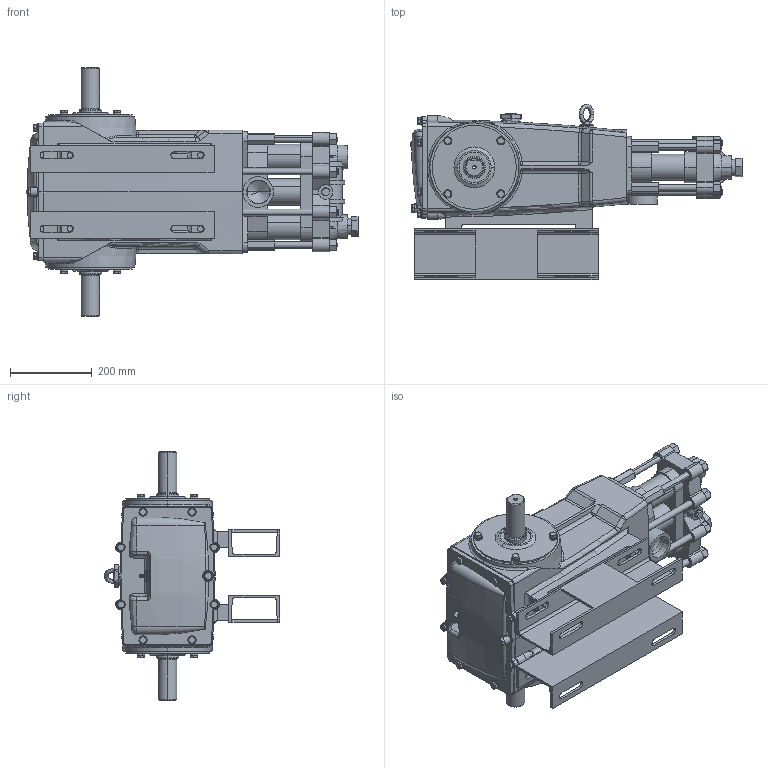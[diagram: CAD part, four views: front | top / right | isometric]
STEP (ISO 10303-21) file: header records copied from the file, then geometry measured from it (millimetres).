
FILE_DESCRIPTION (( 'STEP AP214' ), '1' );
FILE_NAME ('6020.STEP', '2018-01-25T19:32:30', ( '' ), ( '' ), 'SwSTEP 2.0', 'SolidWorks 2017', '' );
FILE_SCHEMA (( 'AUTOMOTIVE_DESIGN' ));
Length unit declared in the file: inch
Products named in the file (1): 6020
Bounding box: 814.13 x 429.94 x 610 mm (x, y, z)
Surface area: 1732004.6 mm2 (no closed solid volume)
Topology: 0 solids, 96 shells, 1153 faces, 3301 edges, 2158 vertices
Faces by surface type: plane 456, cylinder 333, cone 202, torus 81, bspline 65, sphere 16
Entity records: 59437 total; most frequent: CARTESIAN_POINT 15562, DIRECTION 5983, ORIENTED_EDGE 5695, EDGE_CURVE 3281, AXIS2_PLACEMENT_3D 2366, VERTEX_POINT 2150, EDGE_LOOP 1294, CIRCLE 1277
